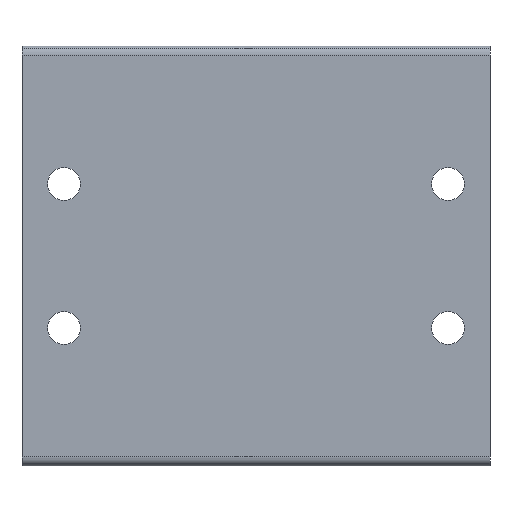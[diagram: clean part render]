
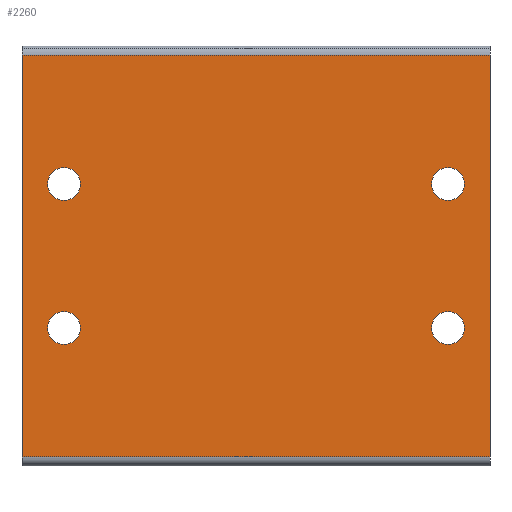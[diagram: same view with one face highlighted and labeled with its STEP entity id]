
A CAD part, front view. The second image highlights one B-rep face of the part: STEP entity #2260.
In plain terms, the highlighted face is planar.
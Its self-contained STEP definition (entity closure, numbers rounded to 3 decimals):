
#141=CARTESIAN_POINT('',(32.25,-17.,-10.0));
#142=VERTEX_POINT('',#141);
#151=CARTESIAN_POINT('',(37.75,-17.,-10.0));
#152=VERTEX_POINT('',#151);
#153=CARTESIAN_POINT('',(35.,-17.,-10.0));
#154=DIRECTION('',(0.0,0.0,1.0));
#155=DIRECTION('',(-1.0,0.0,0.0));
#156=AXIS2_PLACEMENT_3D('',#153,#154,#155);
#157=CIRCLE('',#156,2.75);
#158=EDGE_CURVE('',#152,#142,#157,.T.);
#183=CARTESIAN_POINT('',(-31.75,-17.0,-10.0));
#184=VERTEX_POINT('',#183);
#193=CARTESIAN_POINT('',(-26.25,-17.0,-10.0));
#194=VERTEX_POINT('',#193);
#195=CARTESIAN_POINT('',(-29.,-17.0,-10.0));
#196=DIRECTION('',(0.0,0.0,1.0));
#197=DIRECTION('',(-1.0,0.0,0.0));
#198=AXIS2_PLACEMENT_3D('',#195,#196,#197);
#199=CIRCLE('',#198,2.75);
#200=EDGE_CURVE('',#194,#184,#199,.T.);
#225=CARTESIAN_POINT('',(-31.75,7.,-10.0));
#226=VERTEX_POINT('',#225);
#235=CARTESIAN_POINT('',(-26.25,7.,-10.0));
#236=VERTEX_POINT('',#235);
#237=CARTESIAN_POINT('',(-29.,7.,-10.0));
#238=DIRECTION('',(0.0,0.0,1.0));
#239=DIRECTION('',(-1.0,0.0,0.0));
#240=AXIS2_PLACEMENT_3D('',#237,#238,#239);
#241=CIRCLE('',#240,2.75);
#242=EDGE_CURVE('',#236,#226,#241,.T.);
#267=CARTESIAN_POINT('',(32.25,7.,-10.0));
#268=VERTEX_POINT('',#267);
#277=CARTESIAN_POINT('',(37.75,7.,-10.0));
#278=VERTEX_POINT('',#277);
#279=CARTESIAN_POINT('',(35.,7.,-10.0));
#280=DIRECTION('',(0.0,0.0,1.0));
#281=DIRECTION('',(-1.0,0.0,0.0));
#282=AXIS2_PLACEMENT_3D('',#279,#280,#281);
#283=CIRCLE('',#282,2.75);
#284=EDGE_CURVE('',#278,#268,#283,.T.);
#2013=CARTESIAN_POINT('',(-36.0,-38.5,-10.0));
#2014=VERTEX_POINT('',#2013);
#2022=CARTESIAN_POINT('',(42.,-38.5,-10.0));
#2023=VERTEX_POINT('',#2022);
#2024=CARTESIAN_POINT('',(-36.0,-38.5,-10.0));
#2025=DIRECTION('',(1.0,0.0,0.0));
#2026=VECTOR('',#2025,78.0);
#2027=LINE('',#2024,#2026);
#2028=EDGE_CURVE('',#2014,#2023,#2027,.T.);
#2139=CARTESIAN_POINT('',(42.0,28.5,-10.0));
#2140=VERTEX_POINT('',#2139);
#2148=CARTESIAN_POINT('',(-36.0,28.5,-10.0));
#2149=VERTEX_POINT('',#2148);
#2150=CARTESIAN_POINT('',(42.0,28.5,-10.0));
#2151=DIRECTION('',(-1.0,0.0,0.0));
#2152=VECTOR('',#2151,78.0);
#2153=LINE('',#2150,#2152);
#2154=EDGE_CURVE('',#2140,#2149,#2153,.T.);
#2199=CARTESIAN_POINT('',(3.0,-5.,-10.0));
#2200=DIRECTION('',(0.0,0.0,1.0));
#2201=DIRECTION('',(1.0,0.0,0.0));
#2202=AXIS2_PLACEMENT_3D('',#2199,#2200,#2201);
#2203=PLANE('',#2202);
#2204=ORIENTED_EDGE('',*,*,#2154,.F.);
#2205=CARTESIAN_POINT('',(42.,-38.5,-10.0));
#2206=DIRECTION('',(0.0,1.0,0.0));
#2207=VECTOR('',#2206,67.0);
#2208=LINE('',#2205,#2207);
#2209=EDGE_CURVE('',#2023,#2140,#2208,.T.);
#2210=ORIENTED_EDGE('',*,*,#2209,.F.);
#2211=ORIENTED_EDGE('',*,*,#2028,.F.);
#2212=CARTESIAN_POINT('',(-36.0,28.5,-10.0));
#2213=DIRECTION('',(0.0,-1.0,0.0));
#2214=VECTOR('',#2213,67.0);
#2215=LINE('',#2212,#2214);
#2216=EDGE_CURVE('',#2149,#2014,#2215,.T.);
#2217=ORIENTED_EDGE('',*,*,#2216,.F.);
#2218=EDGE_LOOP('',(#2204,#2210,#2211,#2217));
#2219=FACE_OUTER_BOUND('',#2218,.T.);
#2220=ORIENTED_EDGE('',*,*,#158,.T.);
#2221=CARTESIAN_POINT('',(35.,-17.,-10.0));
#2222=DIRECTION('',(0.0,0.0,1.0));
#2223=DIRECTION('',(-1.0,0.0,0.0));
#2224=AXIS2_PLACEMENT_3D('',#2221,#2222,#2223);
#2225=CIRCLE('',#2224,2.75);
#2226=EDGE_CURVE('',#142,#152,#2225,.T.);
#2227=ORIENTED_EDGE('',*,*,#2226,.T.);
#2228=EDGE_LOOP('',(#2220,#2227));
#2229=FACE_BOUND('',#2228,.T.);
#2230=ORIENTED_EDGE('',*,*,#200,.T.);
#2231=CARTESIAN_POINT('',(-29.,-17.0,-10.0));
#2232=DIRECTION('',(0.0,0.0,1.0));
#2233=DIRECTION('',(-1.0,0.0,0.0));
#2234=AXIS2_PLACEMENT_3D('',#2231,#2232,#2233);
#2235=CIRCLE('',#2234,2.75);
#2236=EDGE_CURVE('',#184,#194,#2235,.T.);
#2237=ORIENTED_EDGE('',*,*,#2236,.T.);
#2238=EDGE_LOOP('',(#2230,#2237));
#2239=FACE_BOUND('',#2238,.T.);
#2240=ORIENTED_EDGE('',*,*,#242,.T.);
#2241=CARTESIAN_POINT('',(-29.,7.,-10.0));
#2242=DIRECTION('',(0.0,0.0,1.0));
#2243=DIRECTION('',(-1.0,0.0,0.0));
#2244=AXIS2_PLACEMENT_3D('',#2241,#2242,#2243);
#2245=CIRCLE('',#2244,2.75);
#2246=EDGE_CURVE('',#226,#236,#2245,.T.);
#2247=ORIENTED_EDGE('',*,*,#2246,.T.);
#2248=EDGE_LOOP('',(#2240,#2247));
#2249=FACE_BOUND('',#2248,.T.);
#2250=ORIENTED_EDGE('',*,*,#284,.T.);
#2251=CARTESIAN_POINT('',(35.,7.,-10.0));
#2252=DIRECTION('',(0.0,0.0,1.0));
#2253=DIRECTION('',(-1.0,0.0,0.0));
#2254=AXIS2_PLACEMENT_3D('',#2251,#2252,#2253);
#2255=CIRCLE('',#2254,2.75);
#2256=EDGE_CURVE('',#268,#278,#2255,.T.);
#2257=ORIENTED_EDGE('',*,*,#2256,.T.);
#2258=EDGE_LOOP('',(#2250,#2257));
#2259=FACE_BOUND('',#2258,.T.);
#2260=ADVANCED_FACE('',(#2219,#2229,#2239,#2249,#2259),#2203,.F.);
